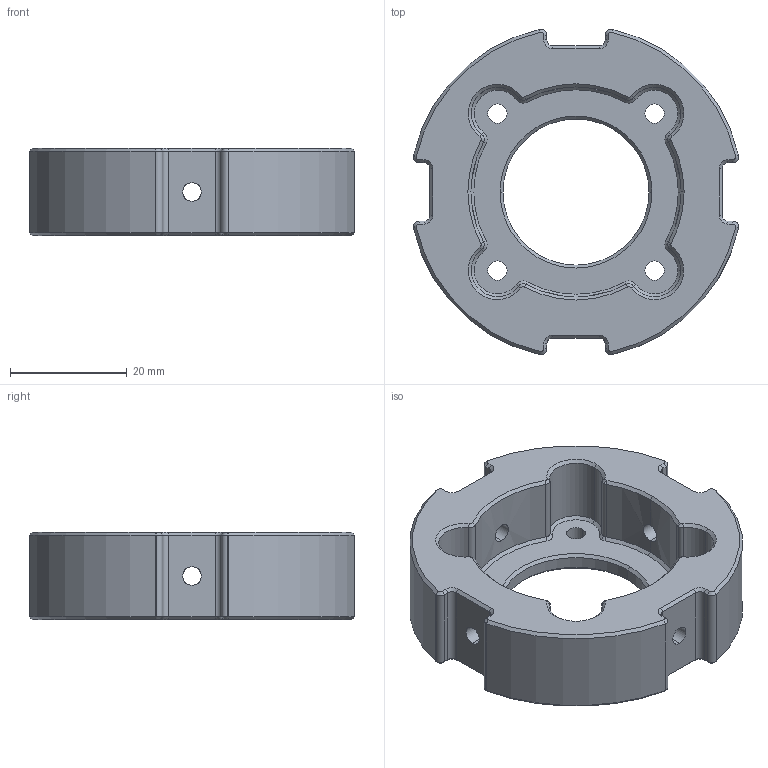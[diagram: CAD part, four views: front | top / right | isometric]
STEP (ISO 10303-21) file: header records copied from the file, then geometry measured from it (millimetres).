
FILE_DESCRIPTION (( 'STEP AP214' ), '1' );
FILE_NAME ('JXS-07-08.STEP', '2026-02-25T02:32:22', ( '1' ), ( '' ), 'SwSTEP 2.0', 'SolidWorks 2025', '' );
FILE_SCHEMA (( 'AUTOMOTIVE_DESIGN' ));
Length unit declared in the file: millimetre
Products named in the file (1): JXS-07-08
Bounding box: 55.67 x 55.67 x 15 mm (x, y, z)
Volume: 20120.2 mm3; surface area: 8768.2 mm2
Topology: 1 solids, 1 shells, 190 faces, 452 edges, 264 vertices
Faces by surface type: cone 90, cylinder 61, plane 39
Entity records: 5687 total; most frequent: CARTESIAN_POINT 1123, DIRECTION 1034, ORIENTED_EDGE 904, EDGE_CURVE 452, AXIS2_PLACEMENT_3D 399, VERTEX_POINT 264, VECTOR 236, LINE 236
